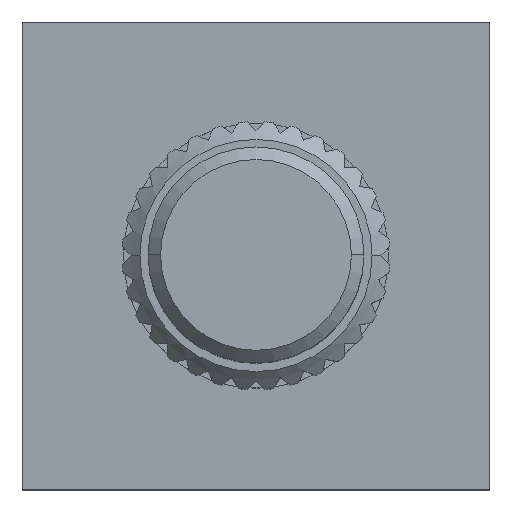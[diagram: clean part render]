
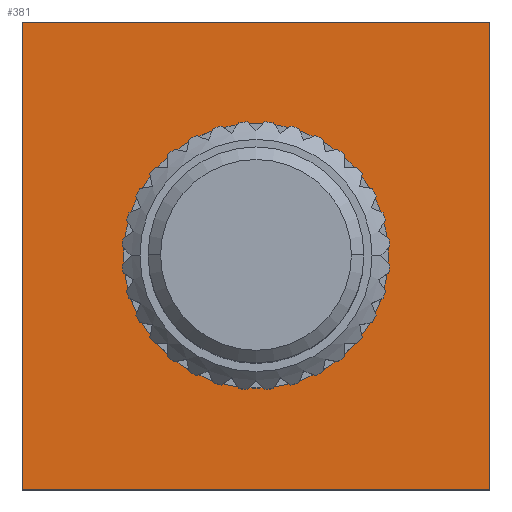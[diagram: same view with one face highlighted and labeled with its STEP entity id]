
A CAD part, top view. The second image highlights one B-rep face of the part: STEP entity #381.
In plain terms, the highlighted planar face has unit normal (0, 0, 1).
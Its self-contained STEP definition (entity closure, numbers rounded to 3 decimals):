
#52 = CARTESIAN_POINT ( 'NONE',  ( 0., 0., 2. ) ) ;
#158 = CARTESIAN_POINT ( 'NONE',  ( -6.5, -6.5, 2. ) ) ;
#172 = CARTESIAN_POINT ( 'NONE',  ( 6.5, 6.5, 2. ) ) ;
#318 = LINE ( 'NONE', #4727, #2362 ) ;
#381 = ADVANCED_FACE ( 'NONE', ( #2648, #5090 ), #1085, .T. ) ;
#564 = DIRECTION ( 'NONE',  ( 1., 0., 0. ) ) ;
#591 = EDGE_CURVE ( 'NONE', #3647, #4878, #2062, .T. ) ;
#629 = EDGE_CURVE ( 'NONE', #4388, #5921, #318, .T. ) ;
#854 = DIRECTION ( 'NONE',  ( 1., 0., 0. ) ) ;
#856 = EDGE_CURVE ( 'NONE', #4878, #4388, #4002, .T. ) ;
#873 = CARTESIAN_POINT ( 'NONE',  ( 6.5, -6.5, 2. ) ) ;
#892 = LINE ( 'NONE', #3301, #1897 ) ;
#945 = ORIENTED_EDGE ( 'NONE', *, *, #591, .T. ) ;
#954 = CARTESIAN_POINT ( 'NONE',  ( 0., 0., 2. ) ) ;
#1085 = PLANE ( 'NONE',  #3143 ) ;
#1139 = DIRECTION ( 'NONE',  ( 1., 0., 0. ) ) ;
#1243 = CARTESIAN_POINT ( 'NONE',  ( 3.675, 0., 2. ) ) ;
#1281 = CIRCLE ( 'NONE', #1301, 3.675 ) ;
#1301 = AXIS2_PLACEMENT_3D ( 'NONE', #5735, #2300, #854 ) ;
#1358 = ORIENTED_EDGE ( 'NONE', *, *, #2874, .T. ) ;
#1482 = VERTEX_POINT ( 'NONE', #1243 ) ;
#1525 = CIRCLE ( 'NONE', #3019, 3.675 ) ;
#1584 = EDGE_CURVE ( 'NONE', #5244, #1482, #1525, .T. ) ;
#1644 = CARTESIAN_POINT ( 'NONE',  ( -6.5, 6.5, 2. ) ) ;
#1798 = DIRECTION ( 'NONE',  ( 0., 1., 0. ) ) ;
#1897 = VECTOR ( 'NONE', #3320, 1000. ) ;
#1922 = ORIENTED_EDGE ( 'NONE', *, *, #3412, .F. ) ;
#2062 = LINE ( 'NONE', #5185, #3853 ) ;
#2084 = ORIENTED_EDGE ( 'NONE', *, *, #1584, .F. ) ;
#2300 = DIRECTION ( 'NONE',  ( 0., 0., 1. ) ) ;
#2362 = VECTOR ( 'NONE', #1798, 1000. ) ;
#2632 = EDGE_LOOP ( 'NONE', ( #3488, #1358, #945, #4549 ) ) ;
#2648 = FACE_OUTER_BOUND ( 'NONE', #2632, .T. ) ;
#2760 = DIRECTION ( 'NONE',  ( 0., -1., 0. ) ) ;
#2874 = EDGE_CURVE ( 'NONE', #5921, #3647, #892, .T. ) ;
#3019 = AXIS2_PLACEMENT_3D ( 'NONE', #954, #5793, #4817 ) ;
#3143 = AXIS2_PLACEMENT_3D ( 'NONE', #52, #4518, #564 ) ;
#3301 = CARTESIAN_POINT ( 'NONE',  ( -6.5, 6.5, 2. ) ) ;
#3320 = DIRECTION ( 'NONE',  ( -1., 0., 0. ) ) ;
#3412 = EDGE_CURVE ( 'NONE', #1482, #5244, #1281, .T. ) ;
#3488 = ORIENTED_EDGE ( 'NONE', *, *, #629, .T. ) ;
#3647 = VERTEX_POINT ( 'NONE', #1644 ) ;
#3853 = VECTOR ( 'NONE', #2760, 1000. ) ;
#4002 = LINE ( 'NONE', #158, #5580 ) ;
#4388 = VERTEX_POINT ( 'NONE', #873 ) ;
#4518 = DIRECTION ( 'NONE',  ( 0., 0., 1. ) ) ;
#4549 = ORIENTED_EDGE ( 'NONE', *, *, #856, .T. ) ;
#4727 = CARTESIAN_POINT ( 'NONE',  ( 6.5, 6.5, 2. ) ) ;
#4817 = DIRECTION ( 'NONE',  ( 1., 0., 0. ) ) ;
#4878 = VERTEX_POINT ( 'NONE', #6191 ) ;
#5090 = FACE_BOUND ( 'NONE', #5952, .T. ) ;
#5185 = CARTESIAN_POINT ( 'NONE',  ( -6.5, 6.5, 2. ) ) ;
#5244 = VERTEX_POINT ( 'NONE', #5448 ) ;
#5448 = CARTESIAN_POINT ( 'NONE',  ( -3.675, 0., 2. ) ) ;
#5580 = VECTOR ( 'NONE', #1139, 1000. ) ;
#5735 = CARTESIAN_POINT ( 'NONE',  ( 0., 0., 2. ) ) ;
#5793 = DIRECTION ( 'NONE',  ( 0., 0., 1. ) ) ;
#5921 = VERTEX_POINT ( 'NONE', #172 ) ;
#5952 = EDGE_LOOP ( 'NONE', ( #2084, #1922 ) ) ;
#6191 = CARTESIAN_POINT ( 'NONE',  ( -6.5, -6.5, 2. ) ) ;
